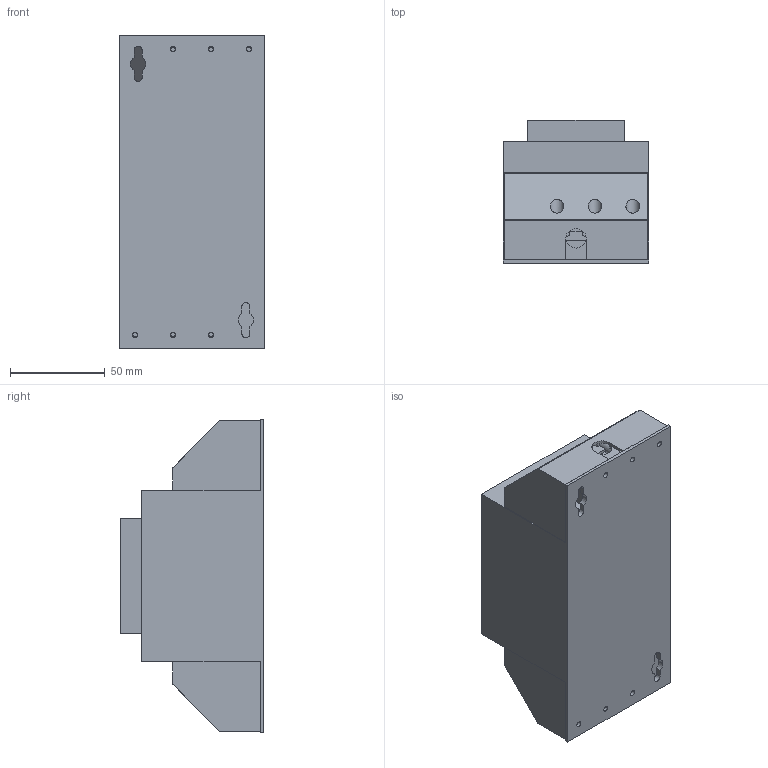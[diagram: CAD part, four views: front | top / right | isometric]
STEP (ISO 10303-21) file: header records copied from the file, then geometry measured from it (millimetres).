
FILE_DESCRIPTION (( 'STEP AP214' ), '1' );
FILE_NAME ('926666.STEP', '2024-08-06T11:44:14', ( '' ), ( '' ), 'SwSTEP 2.0', 'SolidWorks 2022', '' );
FILE_SCHEMA (( 'AUTOMOTIVE_DESIGN' ));
Length unit declared in the file: millimetre
Products named in the file (1): 926666
Bounding box: 77 x 75.7 x 166 mm (x, y, z)
Volume: 566940.5 mm3; surface area: 95480.7 mm2
Topology: 1 solids, 1 shells, 655 faces, 1801 edges, 1160 vertices
Faces by surface type: plane 453, cylinder 132, cone 46, torus 24
Entity records: 21023 total; most frequent: CARTESIAN_POINT 4463, ORIENTED_EDGE 3578, DIRECTION 3357, EDGE_CURVE 1789, AXIS2_PLACEMENT_3D 1174, VERTEX_POINT 1160, LINE 1009, VECTOR 1009
